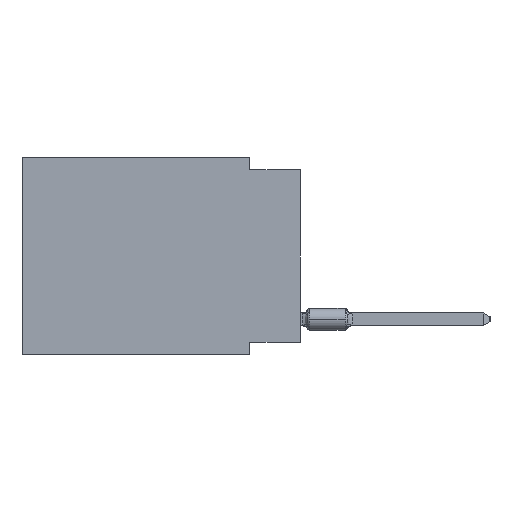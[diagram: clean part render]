
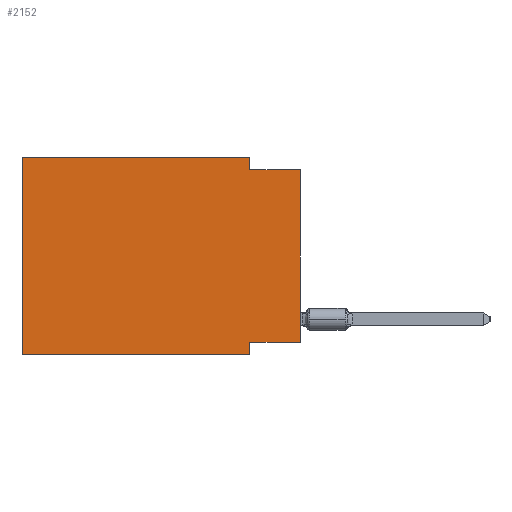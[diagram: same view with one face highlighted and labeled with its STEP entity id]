
A CAD part, left-side view. The second image highlights one B-rep face of the part: STEP entity #2152.
In plain terms, the highlighted planar face has unit normal (-1, 0, 0).
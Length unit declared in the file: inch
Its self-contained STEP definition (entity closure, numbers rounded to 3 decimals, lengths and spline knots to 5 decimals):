
#1216 = LINE ( 'NONE', #15306, #43797 ) ;
#1533 = DIRECTION ( 'NONE',  ( 0., 0., -1. ) ) ;
#2152 = ADVANCED_FACE ( 'NONE', ( #22853 ), #18177, .F. ) ;
#2661 = LINE ( 'NONE', #23077, #33329 ) ;
#2719 = ORIENTED_EDGE ( 'NONE', *, *, #10027, .T. ) ;
#3106 = DIRECTION ( 'NONE',  ( 0., 0., -1. ) ) ;
#3943 = VERTEX_POINT ( 'NONE', #51717 ) ;
#4137 = DIRECTION ( 'NONE',  ( 0., 0., 1. ) ) ;
#4763 = CARTESIAN_POINT ( 'NONE',  ( 0., 0.55, -0.39 ) ) ;
#5604 = DIRECTION ( 'NONE',  ( 0., 0., 1. ) ) ;
#6888 = VECTOR ( 'NONE', #1533, 39.37008 ) ;
#7489 = CARTESIAN_POINT ( 'NONE',  ( 0., 0.55, 0. ) ) ;
#7685 = ORIENTED_EDGE ( 'NONE', *, *, #55161, .F. ) ;
#8182 = CARTESIAN_POINT ( 'NONE',  ( 0., 0.1, -0.39 ) ) ;
#9125 = VECTOR ( 'NONE', #4137, 39.37008 ) ;
#9772 = DIRECTION ( 'NONE',  ( 0., -1., 0. ) ) ;
#10027 = EDGE_CURVE ( 'NONE', #27720, #3943, #19209, .T. ) ;
#10209 = CARTESIAN_POINT ( 'NONE',  ( 0., 0.1, -0.025 ) ) ;
#12709 = EDGE_CURVE ( 'NONE', #25574, #41631, #63815, .T. ) ;
#13134 = ORIENTED_EDGE ( 'NONE', *, *, #12709, .F. ) ;
#13212 = DIRECTION ( 'NONE',  ( 0., -1., 0. ) ) ;
#13536 = ORIENTED_EDGE ( 'NONE', *, *, #63857, .F. ) ;
#14805 = CARTESIAN_POINT ( 'NONE',  ( 0., 0.55, 0. ) ) ;
#15306 = CARTESIAN_POINT ( 'NONE',  ( 0., 0.55, 0. ) ) ;
#15467 = CARTESIAN_POINT ( 'NONE',  ( 0., 0.1, 0. ) ) ;
#16285 = EDGE_CURVE ( 'NONE', #60169, #22673, #16471, .T. ) ;
#16471 = LINE ( 'NONE', #36874, #61316 ) ;
#18177 = PLANE ( 'NONE',  #25350 ) ;
#18337 = ORIENTED_EDGE ( 'NONE', *, *, #60866, .F. ) ;
#19209 = LINE ( 'NONE', #24215, #9125 ) ;
#19967 = CARTESIAN_POINT ( 'NONE',  ( 0., 0.55, 0. ) ) ;
#22673 = VERTEX_POINT ( 'NONE', #8182 ) ;
#22853 = FACE_OUTER_BOUND ( 'NONE', #23675, .T. ) ;
#23077 = CARTESIAN_POINT ( 'NONE',  ( 0., 0., -0.365 ) ) ;
#23436 = VERTEX_POINT ( 'NONE', #19967 ) ;
#23675 = EDGE_LOOP ( 'NONE', ( #2719, #27811, #13134, #63849, #7685, #35715, #13536, #18337 ) ) ;
#24215 = CARTESIAN_POINT ( 'NONE',  ( 0., 0., 0. ) ) ;
#25350 = AXIS2_PLACEMENT_3D ( 'NONE', #7489, #38601, #3106 ) ;
#25574 = VERTEX_POINT ( 'NONE', #15467 ) ;
#26835 = DIRECTION ( 'NONE',  ( 0., -1., 0. ) ) ;
#27720 = VERTEX_POINT ( 'NONE', #32148 ) ;
#27811 = ORIENTED_EDGE ( 'NONE', *, *, #64988, .F. ) ;
#32148 = CARTESIAN_POINT ( 'NONE',  ( 0., 0., -0.365 ) ) ;
#33028 = CARTESIAN_POINT ( 'NONE',  ( 0., 0.1, 0. ) ) ;
#33329 = VECTOR ( 'NONE', #34469, 39.37008 ) ;
#34469 = DIRECTION ( 'NONE',  ( 0., 1., 0. ) ) ;
#35715 = ORIENTED_EDGE ( 'NONE', *, *, #16285, .T. ) ;
#36874 = CARTESIAN_POINT ( 'NONE',  ( 0., 0.55, -0.39 ) ) ;
#38601 = DIRECTION ( 'NONE',  ( 1., 0., 0. ) ) ;
#41631 = VERTEX_POINT ( 'NONE', #10209 ) ;
#42763 = VERTEX_POINT ( 'NONE', #66133 ) ;
#43797 = VECTOR ( 'NONE', #5604, 39.37008 ) ;
#47776 = DIRECTION ( 'NONE',  ( 0., 0., -1. ) ) ;
#48052 = CARTESIAN_POINT ( 'NONE',  ( 0., 0., -0.025 ) ) ;
#49767 = VECTOR ( 'NONE', #13212, 39.37008 ) ;
#50428 = VECTOR ( 'NONE', #9772, 39.37008 ) ;
#51717 = CARTESIAN_POINT ( 'NONE',  ( 0., 0., -0.025 ) ) ;
#55161 = EDGE_CURVE ( 'NONE', #60169, #23436, #1216, .T. ) ;
#56912 = VECTOR ( 'NONE', #47776, 39.37008 ) ;
#57472 = CARTESIAN_POINT ( 'NONE',  ( 0., 0.1, -0.39 ) ) ;
#59060 = EDGE_CURVE ( 'NONE', #23436, #25574, #65682, .T. ) ;
#59067 = LINE ( 'NONE', #48052, #49767 ) ;
#60169 = VERTEX_POINT ( 'NONE', #4763 ) ;
#60866 = EDGE_CURVE ( 'NONE', #27720, #42763, #2661, .T. ) ;
#61316 = VECTOR ( 'NONE', #26835, 39.37008 ) ;
#61841 = LINE ( 'NONE', #57472, #6888 ) ;
#63815 = LINE ( 'NONE', #33028, #56912 ) ;
#63849 = ORIENTED_EDGE ( 'NONE', *, *, #59060, .F. ) ;
#63857 = EDGE_CURVE ( 'NONE', #42763, #22673, #61841, .T. ) ;
#64988 = EDGE_CURVE ( 'NONE', #41631, #3943, #59067, .T. ) ;
#65682 = LINE ( 'NONE', #14805, #50428 ) ;
#66133 = CARTESIAN_POINT ( 'NONE',  ( 0., 0.1, -0.365 ) ) ;
